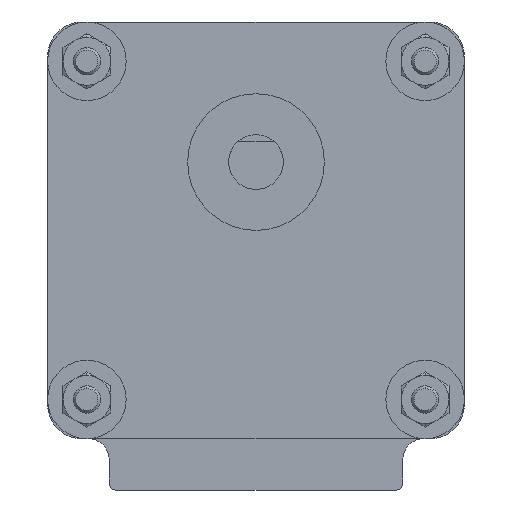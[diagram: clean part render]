
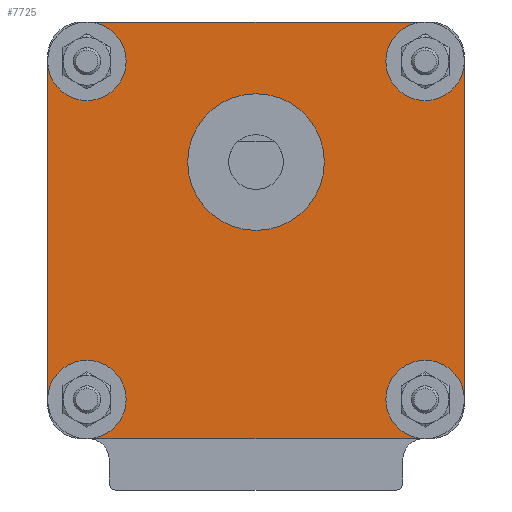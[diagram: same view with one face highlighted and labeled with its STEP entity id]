
A CAD part, left-side view. The second image highlights one B-rep face of the part: STEP entity #7725.
In plain terms, the highlighted planar face has unit normal (-1, 0, 0).
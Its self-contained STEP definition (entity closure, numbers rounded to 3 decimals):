
#7023=CARTESIAN_POINT('POINT311',(1.,-24.75,
   20.5));
#7024=VERTEX_POINT('VERTEX311',#7023);
#7025=CARTESIAN_POINT('POINT312',(1.,-30.5,14.75));
#7026=VERTEX_POINT('VERTEX312',#7025);
#7065=CARTESIAN_POINT('POINT315',(1.,30.5,14.75
   ));
#7066=VERTEX_POINT('VERTEX315',#7065);
#7067=CARTESIAN_POINT('POINT316',(1.,24.75,20.5));
#7068=VERTEX_POINT('VERTEX316',#7067);
#7107=CARTESIAN_POINT('POINT319',(1.,24.75,
   -40.5));
#7108=VERTEX_POINT('VERTEX319',#7107);
#7109=CARTESIAN_POINT('POINT320',(1.,30.5,-34.75));
#7110=VERTEX_POINT('VERTEX320',#7109);
#7354=CARTESIAN_POINT('POS440',(1.,-24.75,20.5));
#7355=DIRECTION('DIR692',(0.,-1.,0.));
#7356=VECTOR('VEC188',#7355,1.);
#7357=LINE('STRAIGHT188',#7354,#7356);
#7358=EDGE_CURVE('EDGE546',#7068,#7024,#7357,.T.);
#7375=CARTESIAN_POINT('POINT335',(1.,-24.75,
   9.));
#7376=VERTEX_POINT('VERTEX335',#7375);
#7377=CARTESIAN_POINT('POS443',(1.,-24.75,
   14.75));
#7378=DIRECTION('DIR696',(1.,0.,0.));
#7379=DIRECTION('DIR697',(0.,0.,1.));
#7380=AXIS2_PLACEMENT_3D('AXIS254',#7377,#7378,#7379);
#7381=CIRCLE('ELLIPSE115',#7380,5.75);
#7382=EDGE_CURVE('EDGE548',#7376,#7024,#7381,.T.);
#7402=EDGE_CURVE('EDGE550',#7026,#7376,#7381,.T.);
#7408=CARTESIAN_POINT('POINT336',(1.,24.75,
   -29.));
#7409=VERTEX_POINT('VERTEX336',#7408);
#7423=CARTESIAN_POINT('POS448',(1.,24.75,
   -34.75));
#7424=DIRECTION('DIR703',(1.,0.,0.));
#7425=DIRECTION('DIR704',(0.,0.,1.));
#7426=AXIS2_PLACEMENT_3D('AXIS256',#7423,#7424,#7425);
#7427=CIRCLE('ELLIPSE116',#7426,5.75);
#7428=EDGE_CURVE('EDGE553',#7409,#7108,#7427,.T.);
#7439=EDGE_CURVE('EDGE554',#7110,#7409,#7427,.T.);
#7454=CARTESIAN_POINT('POS451',(1.,30.5,14.75));
#7455=DIRECTION('DIR708',(0.,0.,1.));
#7456=VECTOR('VEC194',#7455,1.);
#7457=LINE('STRAIGHT194',#7454,#7456);
#7458=EDGE_CURVE('EDGE556',#7110,#7066,#7457,.T.);
#7476=CARTESIAN_POINT('POINT337',(1.,24.75,
   9.));
#7477=VERTEX_POINT('VERTEX337',#7476);
#7478=CARTESIAN_POINT('POS454',(1.,24.75,
   14.75));
#7479=DIRECTION('DIR712',(1.,0.,0.));
#7480=DIRECTION('DIR713',(0.,0.,1.));
#7481=AXIS2_PLACEMENT_3D('AXIS259',#7478,#7479,#7480);
#7482=CIRCLE('ELLIPSE117',#7481,5.75);
#7483=EDGE_CURVE('EDGE558',#7477,#7066,#7482,.T.);
#7503=EDGE_CURVE('EDGE560',#7068,#7477,#7482,.T.);
#7517=CARTESIAN_POINT('POINT339',(1.,-30.5,
   -34.75));
#7518=VERTEX_POINT('VERTEX339',#7517);
#7519=CARTESIAN_POINT('POS458',(1.,-30.5,-34.75));
#7520=DIRECTION('DIR718',(0.,0.,-1.));
#7521=VECTOR('VEC198',#7520,1.);
#7522=LINE('STRAIGHT198',#7519,#7521);
#7523=EDGE_CURVE('EDGE562',#7026,#7518,#7522,.T.);
#7569=CARTESIAN_POINT('POINT341',(1.,-24.75,
   -40.5));
#7570=VERTEX_POINT('VERTEX341',#7569);
#7577=CARTESIAN_POINT('POS465',(1.,24.75,-40.5));
#7578=DIRECTION('DIR728',(0.,1.,0.));
#7579=VECTOR('VEC202',#7578,1.);
#7580=LINE('STRAIGHT202',#7577,#7579);
#7581=EDGE_CURVE('EDGE567',#7570,#7108,#7580,.T.);
#7697=ORIENTED_EDGE('COEDGE1134',*,*,#7503,.T.);
#7698=ORIENTED_EDGE('COEDGE1135',*,*,#7483,.T.);
#7699=ORIENTED_EDGE('COEDGE1136',*,*,#7458,.F.);
#7700=ORIENTED_EDGE('COEDGE1137',*,*,#7439,.T.);
#7701=ORIENTED_EDGE('COEDGE1138',*,*,#7428,.T.);
#7702=ORIENTED_EDGE('COEDGE1139',*,*,#7581,.F.);
#7703=CARTESIAN_POINT('POINT344',(1.,-24.75,
   -29.));
#7704=VERTEX_POINT('VERTEX344',#7703);
#7705=CARTESIAN_POINT('POS476',(1.,-24.75,
   -34.75));
#7706=DIRECTION('DIR747',(1.,0.,0.));
#7707=DIRECTION('DIR748',(0.,0.,1.));
#7708=AXIS2_PLACEMENT_3D('AXIS272',#7705,#7706,#7707);
#7709=CIRCLE('ELLIPSE125',#7708,5.75);
#7710=EDGE_CURVE('EDGE578',#7570,#7704,#7709,.T.);
#7711=ORIENTED_EDGE('COEDGE1140',*,*,#7710,.T.);
#7712=EDGE_CURVE('EDGE579',#7704,#7518,#7709,.T.);
#7713=ORIENTED_EDGE('COEDGE1141',*,*,#7712,.T.);
#7714=ORIENTED_EDGE('COEDGE1142',*,*,#7523,.F.);
#7715=ORIENTED_EDGE('COEDGE1143',*,*,#7402,.T.);
#7716=ORIENTED_EDGE('COEDGE1144',*,*,#7382,.T.);
#7717=ORIENTED_EDGE('COEDGE1145',*,*,#7358,.F.);
#7718=EDGE_LOOP('NONE',(#7697,#7698,#7699,#7700,#7701,#7702,#7711,#7713,
   #7714,#7715,#7716,#7717));
#7719=FACE_BOUND('LOOP1',#7718,.T.);
#7720=CARTESIAN_POINT('POS477',(1.,0.,5.25
   ));
#7721=DIRECTION('DIR749',(-1.,0.,0.));
#7722=DIRECTION('DIR750',(0.,1.,0.));
#7723=AXIS2_PLACEMENT_3D('AXIS273',#7720,#7721,#7722);
#7724=PLANE('PLANE96',#7723);
#7725=ADVANCED_FACE('FACE265',(#7719),#7724,.T.);
